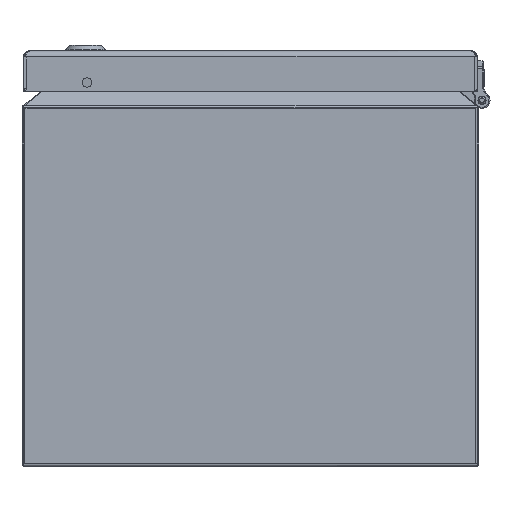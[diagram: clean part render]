
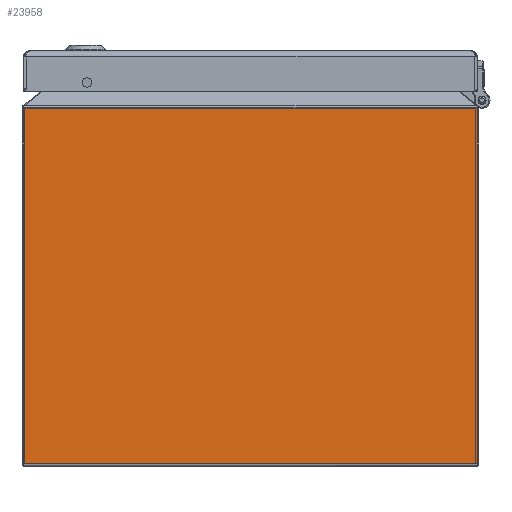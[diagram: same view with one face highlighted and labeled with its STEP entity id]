
A CAD part, left-side view. The second image highlights one B-rep face of the part: STEP entity #23958.
In plain terms, the highlighted planar face has unit normal (-1, 0, 0).
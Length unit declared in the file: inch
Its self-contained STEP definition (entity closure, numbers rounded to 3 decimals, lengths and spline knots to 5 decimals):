
#2305 = CARTESIAN_POINT ( 'NONE',  ( -17.85, 8.81992, -8.13506 ) ) ;
#3894 = DIRECTION ( 'NONE',  ( 0., 1., 0. ) ) ;
#4636 = VECTOR ( 'NONE', #29725, 39.37008 ) ;
#5536 = ORIENTED_EDGE ( 'NONE', *, *, #51767, .F. ) ;
#5761 = EDGE_CURVE ( 'NONE', #50338, #28923, #54753, .T. ) ;
#7054 = CARTESIAN_POINT ( 'NONE',  ( -17.85, -0.12008, -1.1236 ) ) ;
#8586 = CARTESIAN_POINT ( 'NONE',  ( -17.85, -0.12008, -1.1236 ) ) ;
#9290 = VERTEX_POINT ( 'NONE', #40723 ) ;
#12156 = VECTOR ( 'NONE', #32140, 39.37008 ) ;
#14615 = FACE_OUTER_BOUND ( 'NONE', #40321, .T. ) ;
#14950 = CARTESIAN_POINT ( 'NONE',  ( -17.85, -0.12008, -1.10002 ) ) ;
#17114 = CARTESIAN_POINT ( 'NONE',  ( -17.85, 8.81992, -1.10002 ) ) ;
#23958 = ADVANCED_FACE ( 'NONE', ( #14615 ), #44350, .F. ) ;
#24726 = AXIS2_PLACEMENT_3D ( 'NONE', #14950, #39678, #3894 ) ;
#26471 = ORIENTED_EDGE ( 'NONE', *, *, #35387, .F. ) ;
#27936 = ORIENTED_EDGE ( 'NONE', *, *, #47796, .F. ) ;
#28923 = VERTEX_POINT ( 'NONE', #30753 ) ;
#29725 = DIRECTION ( 'NONE',  ( 0., 0., -1. ) ) ;
#30753 = CARTESIAN_POINT ( 'NONE',  ( -17.85, -0.12008, -8.13506 ) ) ;
#32140 = DIRECTION ( 'NONE',  ( 0., -1., 0. ) ) ;
#35387 = EDGE_CURVE ( 'NONE', #9290, #50338, #57178, .T. ) ;
#39678 = DIRECTION ( 'NONE',  ( 1., 0., 0. ) ) ;
#40321 = EDGE_LOOP ( 'NONE', ( #59840, #26471, #5536, #27936 ) ) ;
#40723 = CARTESIAN_POINT ( 'NONE',  ( -17.85, 8.81992, -1.1236 ) ) ;
#41060 = LINE ( 'NONE', #52388, #59590 ) ;
#42170 = DIRECTION ( 'NONE',  ( 0., 0., 1. ) ) ;
#44350 = PLANE ( 'NONE',  #24726 ) ;
#47382 = DIRECTION ( 'NONE',  ( 0., 1., 0. ) ) ;
#47561 = VERTEX_POINT ( 'NONE', #2305 ) ;
#47796 = EDGE_CURVE ( 'NONE', #28923, #47561, #41060, .T. ) ;
#49752 = CARTESIAN_POINT ( 'NONE',  ( -17.85, -0.12008, -1.10002 ) ) ;
#50338 = VERTEX_POINT ( 'NONE', #8586 ) ;
#51767 = EDGE_CURVE ( 'NONE', #47561, #9290, #57206, .T. ) ;
#52388 = CARTESIAN_POINT ( 'NONE',  ( -17.85, -0.12008, -8.13506 ) ) ;
#54753 = LINE ( 'NONE', #49752, #4636 ) ;
#57178 = LINE ( 'NONE', #7054, #12156 ) ;
#57206 = LINE ( 'NONE', #17114, #59758 ) ;
#59590 = VECTOR ( 'NONE', #47382, 39.37008 ) ;
#59758 = VECTOR ( 'NONE', #42170, 39.37008 ) ;
#59840 = ORIENTED_EDGE ( 'NONE', *, *, #5761, .F. ) ;
